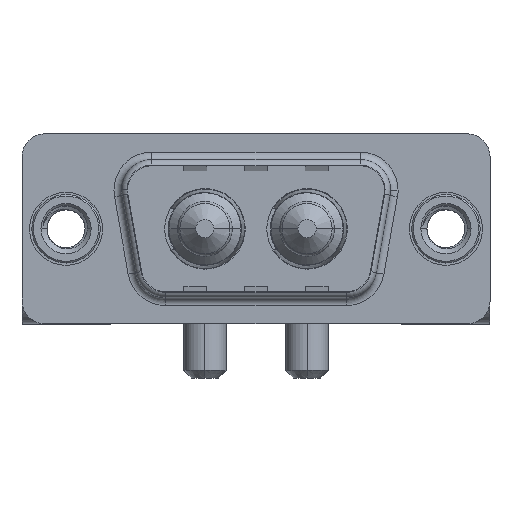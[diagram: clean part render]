
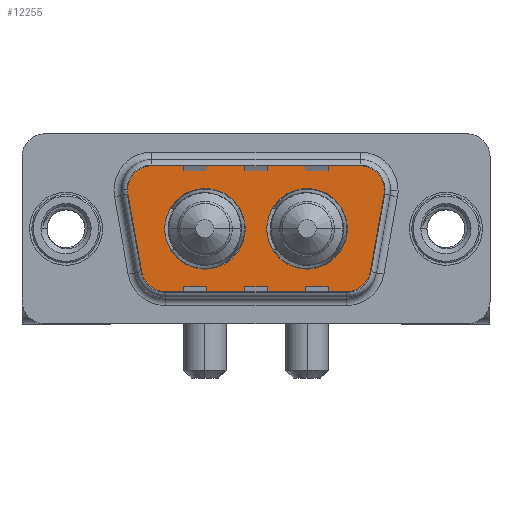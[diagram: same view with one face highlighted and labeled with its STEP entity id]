
A CAD part, top view. The second image highlights one B-rep face of the part: STEP entity #12255.
In plain terms, the highlighted planar face has unit normal (0, 0, 1).
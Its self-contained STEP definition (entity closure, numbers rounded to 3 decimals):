
#117 = VERTEX_POINT ( 'NONE', #13394 ) ;
#323 = VERTEX_POINT ( 'NONE', #4078 ) ;
#330 = ORIENTED_EDGE ( 'NONE', *, *, #8469, .T. ) ;
#523 = CARTESIAN_POINT ( 'NONE',  ( 9.14, 0., 0. ) ) ;
#540 = EDGE_CURVE ( 'NONE', #4138, #117, #12950, .T. ) ;
#685 = PLANE ( 'NONE',  #12997 ) ;
#945 = DIRECTION ( 'NONE',  ( 0., 0., 1. ) ) ;
#1043 = EDGE_CURVE ( 'NONE', #3441, #323, #9903, .T. ) ;
#1105 = AXIS2_PLACEMENT_3D ( 'NONE', #1528, #5863, #2665 ) ;
#1528 = CARTESIAN_POINT ( 'NONE',  ( 15.86, 0., 0. ) ) ;
#1919 = LINE ( 'NONE', #6179, #7045 ) ;
#2105 = ORIENTED_EDGE ( 'NONE', *, *, #1043, .T. ) ;
#2224 = CIRCLE ( 'NONE', #8126, 2.65 ) ;
#2354 = AXIS2_PLACEMENT_3D ( 'NONE', #2632, #11086, #13430 ) ;
#2406 = DIRECTION ( 'NONE',  ( -1., 0., 0. ) ) ;
#2548 = EDGE_CURVE ( 'NONE', #9271, #10534, #7619, .T. ) ;
#2615 = ORIENTED_EDGE ( 'NONE', *, *, #8658, .T. ) ;
#2632 = CARTESIAN_POINT ( 'NONE',  ( 5.436, 2.9, 0. ) ) ;
#2665 = DIRECTION ( 'NONE',  ( 1., 0., 0. ) ) ;
#2793 = VECTOR ( 'NONE', #14027, 1000. ) ;
#3021 = EDGE_LOOP ( 'NONE', ( #8239, #9964, #330, #10313, #9023, #6675, #2615, #2105, #11486 ) ) ;
#3194 = CIRCLE ( 'NONE', #13879, 2. ) ;
#3227 = VERTEX_POINT ( 'NONE', #3740 ) ;
#3351 = CARTESIAN_POINT ( 'NONE',  ( 19.564, 2.9, 0. ) ) ;
#3441 = VERTEX_POINT ( 'NONE', #9426 ) ;
#3578 = CARTESIAN_POINT ( 'NONE',  ( 18.51, 0., 0. ) ) ;
#3611 = CARTESIAN_POINT ( 'NONE',  ( 5.436, 4.9, 0. ) ) ;
#3656 = EDGE_LOOP ( 'NONE', ( #7124, #9073 ) ) ;
#3740 = CARTESIAN_POINT ( 'NONE',  ( 11.79, 0., 0. ) ) ;
#3961 = CARTESIAN_POINT ( 'NONE',  ( 6.49, 0., 0. ) ) ;
#4039 = AXIS2_PLACEMENT_3D ( 'NONE', #13942, #6394, #7253 ) ;
#4078 = CARTESIAN_POINT ( 'NONE',  ( 6.459, -4.9, 0. ) ) ;
#4138 = VERTEX_POINT ( 'NONE', #4445 ) ;
#4189 = EDGE_CURVE ( 'NONE', #3227, #5239, #8107, .T. ) ;
#4445 = CARTESIAN_POINT ( 'NONE',  ( 20.511, -3.247, 0. ) ) ;
#4495 = CIRCLE ( 'NONE', #1105, 2.65 ) ;
#4505 = AXIS2_PLACEMENT_3D ( 'NONE', #11757, #7477, #11824 ) ;
#4602 = DIRECTION ( 'NONE',  ( 1., 0., 0. ) ) ;
#4793 = EDGE_CURVE ( 'NONE', #5239, #3227, #10160, .T. ) ;
#5129 = EDGE_CURVE ( 'NONE', #7448, #12358, #2224, .T. ) ;
#5192 = CIRCLE ( 'NONE', #6996, 2. ) ;
#5239 = VERTEX_POINT ( 'NONE', #3961 ) ;
#5358 = CARTESIAN_POINT ( 'NONE',  ( 6.459, -4.9, 0. ) ) ;
#5418 = CARTESIAN_POINT ( 'NONE',  ( 18.541, -4.9, 0. ) ) ;
#5491 = DIRECTION ( 'NONE',  ( 0.174, 0.985, 0. ) ) ;
#5620 = DIRECTION ( 'NONE',  ( 0., 0., 1. ) ) ;
#5863 = DIRECTION ( 'NONE',  ( 0., 0., 1. ) ) ;
#5879 = EDGE_CURVE ( 'NONE', #10453, #4138, #5192, .T. ) ;
#6179 = CARTESIAN_POINT ( 'NONE',  ( 3.466, 2.553, 0. ) ) ;
#6394 = DIRECTION ( 'NONE',  ( 0., 0., 1. ) ) ;
#6519 = VERTEX_POINT ( 'NONE', #3611 ) ;
#6675 = ORIENTED_EDGE ( 'NONE', *, *, #13027, .T. ) ;
#6690 = EDGE_LOOP ( 'NONE', ( #12683, #10219 ) ) ;
#6760 = CARTESIAN_POINT ( 'NONE',  ( 19.564, 4.9, 0. ) ) ;
#6996 = AXIS2_PLACEMENT_3D ( 'NONE', #9813, #5620, #11089 ) ;
#7045 = VECTOR ( 'NONE', #10385, 1000. ) ;
#7088 = EDGE_CURVE ( 'NONE', #12358, #7448, #4495, .T. ) ;
#7124 = ORIENTED_EDGE ( 'NONE', *, *, #5129, .F. ) ;
#7253 = DIRECTION ( 'NONE',  ( 1., 0., 0. ) ) ;
#7427 = EDGE_CURVE ( 'NONE', #323, #10453, #7485, .T. ) ;
#7448 = VERTEX_POINT ( 'NONE', #3578 ) ;
#7477 = DIRECTION ( 'NONE',  ( 0., 0., 1. ) ) ;
#7485 = LINE ( 'NONE', #5358, #12258 ) ;
#7619 = CIRCLE ( 'NONE', #9448, 2. ) ;
#7621 = LINE ( 'NONE', #9691, #2793 ) ;
#7683 = DIRECTION ( 'NONE',  ( 0., 0., 1. ) ) ;
#7759 = CARTESIAN_POINT ( 'NONE',  ( 21.534, 2.553, 0. ) ) ;
#7807 = CARTESIAN_POINT ( 'NONE',  ( 19.564, 2.9, 0. ) ) ;
#7879 = VERTEX_POINT ( 'NONE', #11969 ) ;
#8107 = CIRCLE ( 'NONE', #10609, 2.65 ) ;
#8126 = AXIS2_PLACEMENT_3D ( 'NONE', #10143, #13348, #4602 ) ;
#8239 = ORIENTED_EDGE ( 'NONE', *, *, #5879, .T. ) ;
#8244 = CIRCLE ( 'NONE', #2354, 2. ) ;
#8469 = EDGE_CURVE ( 'NONE', #117, #9271, #3194, .T. ) ;
#8547 = FACE_BOUND ( 'NONE', #3656, .T. ) ;
#8658 = EDGE_CURVE ( 'NONE', #7879, #3441, #1919, .T. ) ;
#9023 = ORIENTED_EDGE ( 'NONE', *, *, #12428, .T. ) ;
#9073 = ORIENTED_EDGE ( 'NONE', *, *, #7088, .F. ) ;
#9221 = DIRECTION ( 'NONE',  ( 1., 0., 0. ) ) ;
#9271 = VERTEX_POINT ( 'NONE', #9855 ) ;
#9416 = DIRECTION ( 'NONE',  ( 1., 0., 0. ) ) ;
#9426 = CARTESIAN_POINT ( 'NONE',  ( 4.489, -3.247, 0. ) ) ;
#9448 = AXIS2_PLACEMENT_3D ( 'NONE', #7807, #12146, #2406 ) ;
#9691 = CARTESIAN_POINT ( 'NONE',  ( 5.436, 4.9, 0. ) ) ;
#9698 = DIRECTION ( 'NONE',  ( 1., 0., 0. ) ) ;
#9813 = CARTESIAN_POINT ( 'NONE',  ( 18.541, -2.9, 0. ) ) ;
#9855 = CARTESIAN_POINT ( 'NONE',  ( 21.564, 2.9, 0. ) ) ;
#9903 = CIRCLE ( 'NONE', #4505, 2. ) ;
#9961 = CARTESIAN_POINT ( 'NONE',  ( 13.21, 0., 0. ) ) ;
#9964 = ORIENTED_EDGE ( 'NONE', *, *, #540, .T. ) ;
#10143 = CARTESIAN_POINT ( 'NONE',  ( 15.86, 0., 0. ) ) ;
#10160 = CIRCLE ( 'NONE', #4039, 2.65 ) ;
#10219 = ORIENTED_EDGE ( 'NONE', *, *, #4793, .F. ) ;
#10313 = ORIENTED_EDGE ( 'NONE', *, *, #2548, .T. ) ;
#10385 = DIRECTION ( 'NONE',  ( 0.174, -0.985, 0. ) ) ;
#10453 = VERTEX_POINT ( 'NONE', #5418 ) ;
#10474 = DIRECTION ( 'NONE',  ( 0., 0., 1. ) ) ;
#10534 = VERTEX_POINT ( 'NONE', #6760 ) ;
#10609 = AXIS2_PLACEMENT_3D ( 'NONE', #523, #10474, #9416 ) ;
#11086 = DIRECTION ( 'NONE',  ( 0., 0., 1. ) ) ;
#11089 = DIRECTION ( 'NONE',  ( 1., 0., 0. ) ) ;
#11228 = VECTOR ( 'NONE', #5491, 1000. ) ;
#11486 = ORIENTED_EDGE ( 'NONE', *, *, #7427, .T. ) ;
#11499 = FACE_BOUND ( 'NONE', #6690, .T. ) ;
#11755 = CARTESIAN_POINT ( 'NONE',  ( 18.541, -2.9, 0. ) ) ;
#11757 = CARTESIAN_POINT ( 'NONE',  ( 6.459, -2.9, 0. ) ) ;
#11824 = DIRECTION ( 'NONE',  ( -1., 0., 0. ) ) ;
#11969 = CARTESIAN_POINT ( 'NONE',  ( 3.466, 2.553, 0. ) ) ;
#12025 = DIRECTION ( 'NONE',  ( -1., 0., 0. ) ) ;
#12146 = DIRECTION ( 'NONE',  ( 0., 0., 1. ) ) ;
#12255 = ADVANCED_FACE ( 'NONE', ( #8547, #11499, #12883 ), #685, .T. ) ;
#12258 = VECTOR ( 'NONE', #9698, 1000. ) ;
#12358 = VERTEX_POINT ( 'NONE', #9961 ) ;
#12428 = EDGE_CURVE ( 'NONE', #10534, #6519, #7621, .T. ) ;
#12683 = ORIENTED_EDGE ( 'NONE', *, *, #4189, .F. ) ;
#12883 = FACE_OUTER_BOUND ( 'NONE', #3021, .T. ) ;
#12950 = LINE ( 'NONE', #7759, #11228 ) ;
#12997 = AXIS2_PLACEMENT_3D ( 'NONE', #11755, #945, #9221 ) ;
#13027 = EDGE_CURVE ( 'NONE', #6519, #7879, #8244, .T. ) ;
#13348 = DIRECTION ( 'NONE',  ( 0., 0., 1. ) ) ;
#13394 = CARTESIAN_POINT ( 'NONE',  ( 21.534, 2.553, 0. ) ) ;
#13430 = DIRECTION ( 'NONE',  ( 1., 0., 0. ) ) ;
#13879 = AXIS2_PLACEMENT_3D ( 'NONE', #3351, #7683, #12025 ) ;
#13942 = CARTESIAN_POINT ( 'NONE',  ( 9.14, 0., 0. ) ) ;
#14027 = DIRECTION ( 'NONE',  ( -1., 0., 0. ) ) ;
